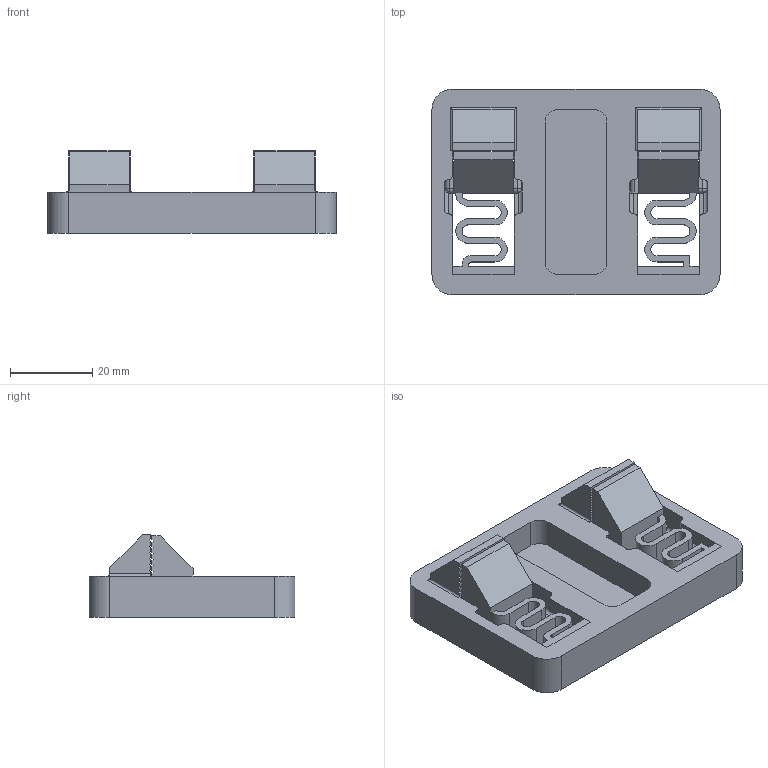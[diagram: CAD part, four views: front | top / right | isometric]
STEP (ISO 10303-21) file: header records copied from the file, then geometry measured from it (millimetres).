
FILE_DESCRIPTION(('STEP AP214'), '1');
FILE_NAME('äåðæàòåëü äëÿ ïàéêè', '', ('UNSPECIFIED'), ('UNSPECIFIED'), 'C3D Converter', 'C3D Toolkit', '');
FILE_SCHEMA(('AUTOMOTIVE_DESIGN { 1 0 10303 214 3 1 1}'));
Length unit declared in the file: millimetre
Assembly tree (2 placements, depth 2):
  (unnamed)
    (unnamed)
    (unnamed)
Bounding box: 70 x 50 x 20 mm (x, y, z)
Volume: 28229.3 mm3; surface area: 16413.1 mm2
Topology: 3 solids, 3 shells, 262 faces, 747 edges, 486 vertices
Faces by surface type: plane 186, cylinder 70, bspline 3, sphere 3
Entity records: 8740 total; most frequent: CARTESIAN_POINT 1711, ORIENTED_EDGE 1482, DIRECTION 1379, EDGE_CURVE 741, LINE 601, VECTOR 601, VERTEX_POINT 486, AXIS2_PLACEMENT_3D 389
